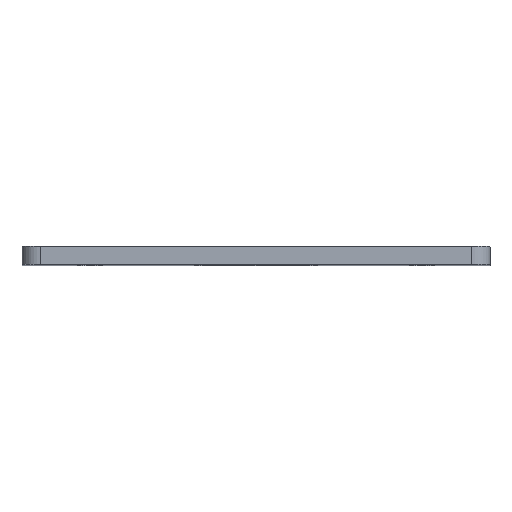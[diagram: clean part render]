
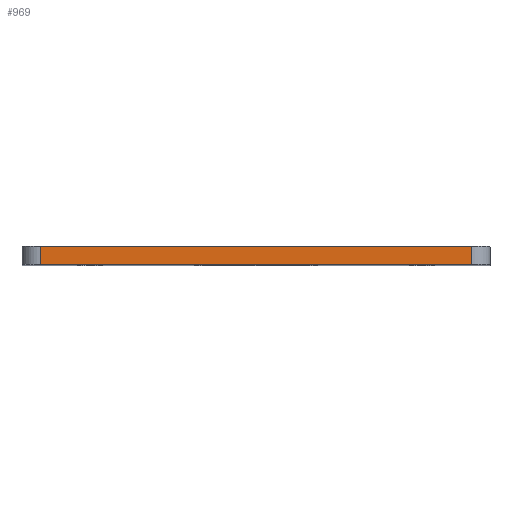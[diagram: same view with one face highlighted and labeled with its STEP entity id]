
A CAD part, top view. The second image highlights one B-rep face of the part: STEP entity #969.
In plain terms, the highlighted planar face has unit normal (0, 0, 1).
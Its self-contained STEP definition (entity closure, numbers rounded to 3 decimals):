
#31 = CARTESIAN_POINT ( 'NONE',  ( 35.115, 0., 0. ) ) ;
#38 = VERTEX_POINT ( 'NONE', #116 ) ;
#70 = CARTESIAN_POINT ( 'NONE',  ( -38.115, 3., 0. ) ) ;
#116 = CARTESIAN_POINT ( 'NONE',  ( -35.115, 0., 0. ) ) ;
#153 = CARTESIAN_POINT ( 'NONE',  ( -38.115, 3., 0. ) ) ;
#246 = VECTOR ( 'NONE', #365, 1000. ) ;
#267 = DIRECTION ( 'NONE',  ( 1., 0., 0. ) ) ;
#283 = CARTESIAN_POINT ( 'NONE',  ( -35.115, 3., 0. ) ) ;
#314 = DIRECTION ( 'NONE',  ( 1., 0., 0. ) ) ;
#317 = EDGE_CURVE ( 'NONE', #738, #1115, #618, .T. ) ;
#365 = DIRECTION ( 'NONE',  ( 0., 1., 0. ) ) ;
#389 = LINE ( 'NONE', #1108, #246 ) ;
#392 = LINE ( 'NONE', #655, #1197 ) ;
#398 = DIRECTION ( 'NONE',  ( 0., -1., 0. ) ) ;
#403 = FACE_OUTER_BOUND ( 'NONE', #426, .T. ) ;
#415 = EDGE_CURVE ( 'NONE', #38, #443, #501, .T. ) ;
#426 = EDGE_LOOP ( 'NONE', ( #878, #571, #651, #955 ) ) ;
#434 = CARTESIAN_POINT ( 'NONE',  ( 35.115, 3., 0. ) ) ;
#443 = VERTEX_POINT ( 'NONE', #31 ) ;
#501 = LINE ( 'NONE', #877, #646 ) ;
#510 = DIRECTION ( 'NONE',  ( -1., 0., 0. ) ) ;
#512 = AXIS2_PLACEMENT_3D ( 'NONE', #153, #523, #510 ) ;
#523 = DIRECTION ( 'NONE',  ( 0., 0., -1. ) ) ;
#567 = EDGE_CURVE ( 'NONE', #443, #1115, #389, .T. ) ;
#571 = ORIENTED_EDGE ( 'NONE', *, *, #567, .T. ) ;
#608 = PLANE ( 'NONE',  #512 ) ;
#618 = LINE ( 'NONE', #70, #928 ) ;
#646 = VECTOR ( 'NONE', #314, 1000. ) ;
#651 = ORIENTED_EDGE ( 'NONE', *, *, #317, .F. ) ;
#655 = CARTESIAN_POINT ( 'NONE',  ( -35.115, 3., 0. ) ) ;
#738 = VERTEX_POINT ( 'NONE', #283 ) ;
#857 = EDGE_CURVE ( 'NONE', #738, #38, #392, .T. ) ;
#877 = CARTESIAN_POINT ( 'NONE',  ( -38.115, 0., 0. ) ) ;
#878 = ORIENTED_EDGE ( 'NONE', *, *, #415, .T. ) ;
#928 = VECTOR ( 'NONE', #267, 1000. ) ;
#955 = ORIENTED_EDGE ( 'NONE', *, *, #857, .T. ) ;
#969 = ADVANCED_FACE ( 'NONE', ( #403 ), #608, .F. ) ;
#1108 = CARTESIAN_POINT ( 'NONE',  ( 35.115, 3., 0. ) ) ;
#1115 = VERTEX_POINT ( 'NONE', #434 ) ;
#1197 = VECTOR ( 'NONE', #398, 1000. ) ;
